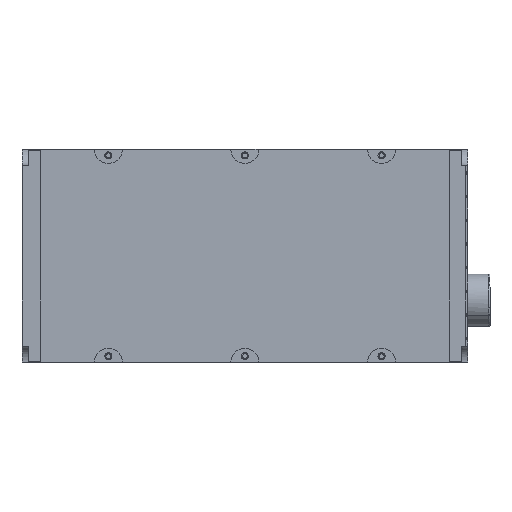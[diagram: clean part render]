
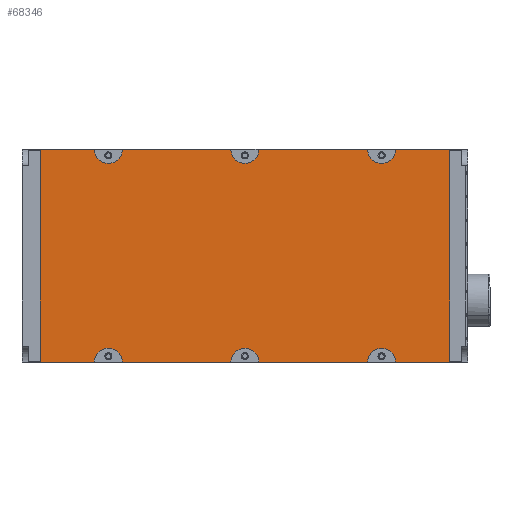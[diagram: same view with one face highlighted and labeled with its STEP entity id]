
A CAD part, top view. The second image highlights one B-rep face of the part: STEP entity #68346.
In plain terms, the highlighted face is planar.
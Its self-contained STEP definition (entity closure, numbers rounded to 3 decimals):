
#67968=CARTESIAN_POINT('Line Origine',(106.,68.,0.)) ;
#67972=CARTESIAN_POINT('Vertex',(106.,41.,0.)) ;
#67974=CARTESIAN_POINT('Vertex',(106.,95.,0.)) ;
#67995=CARTESIAN_POINT('Vertex',(106.,109.,0.)) ;
#67998=CARTESIAN_POINT('Line Origine',(106.,136.,0.)) ;
#68002=CARTESIAN_POINT('Vertex',(106.,163.,0.)) ;
#68023=CARTESIAN_POINT('Vertex',(106.,177.,0.)) ;
#68026=CARTESIAN_POINT('Line Origine',(106.,190.5,0.)) ;
#68030=CARTESIAN_POINT('Vertex',(106.,204.,0.)) ;
#68051=CARTESIAN_POINT('Vertex',(106.,0.,0.)) ;
#68054=CARTESIAN_POINT('Line Origine',(106.,13.5,0.)) ;
#68058=CARTESIAN_POINT('Vertex',(106.,27.,0.)) ;
#68104=CARTESIAN_POINT('Line Origine',(0.,136.,0.)) ;
#68108=CARTESIAN_POINT('Vertex',(0.,163.,0.)) ;
#68110=CARTESIAN_POINT('Vertex',(0.,109.,0.)) ;
#68131=CARTESIAN_POINT('Vertex',(0.,95.,0.)) ;
#68134=CARTESIAN_POINT('Line Origine',(0.,68.,0.)) ;
#68138=CARTESIAN_POINT('Vertex',(0.,41.,0.)) ;
#68159=CARTESIAN_POINT('Vertex',(0.,27.,0.)) ;
#68162=CARTESIAN_POINT('Line Origine',(0.,13.5,0.)) ;
#68166=CARTESIAN_POINT('Vertex',(0.,0.,0.)) ;
#68187=CARTESIAN_POINT('Vertex',(0.,204.,0.)) ;
#68190=CARTESIAN_POINT('Line Origine',(0.,190.5,0.)) ;
#68194=CARTESIAN_POINT('Vertex',(0.,177.,0.)) ;
#68235=CARTESIAN_POINT('Axis2P3D Location',(0.,0.,0.)) ;
#68240=CARTESIAN_POINT('Axis2P3D Location',(106.,34.,0.)) ;
#68244=CARTESIAN_POINT('Vertex',(99.,34.,0.)) ;
#68247=CARTESIAN_POINT('Axis2P3D Location',(106.,34.,0.)) ;
#68252=CARTESIAN_POINT('Line Origine',(53.,0.,0.)) ;
#68257=CARTESIAN_POINT('Axis2P3D Location',(0.,34.,0.)) ;
#68261=CARTESIAN_POINT('Vertex',(7.,34.,0.)) ;
#68264=CARTESIAN_POINT('Axis2P3D Location',(0.,34.,0.)) ;
#68269=CARTESIAN_POINT('Axis2P3D Location',(0.,102.,0.)) ;
#68273=CARTESIAN_POINT('Vertex',(7.,102.,0.)) ;
#68276=CARTESIAN_POINT('Axis2P3D Location',(0.,102.,0.)) ;
#68281=CARTESIAN_POINT('Axis2P3D Location',(0.,170.,0.)) ;
#68285=CARTESIAN_POINT('Vertex',(7.,170.,0.)) ;
#68288=CARTESIAN_POINT('Axis2P3D Location',(0.,170.,0.)) ;
#68293=CARTESIAN_POINT('Line Origine',(53.,204.,0.)) ;
#68298=CARTESIAN_POINT('Axis2P3D Location',(106.,170.,0.)) ;
#68302=CARTESIAN_POINT('Vertex',(99.,170.,0.)) ;
#68305=CARTESIAN_POINT('Axis2P3D Location',(106.,170.,0.)) ;
#68310=CARTESIAN_POINT('Axis2P3D Location',(106.,102.,0.)) ;
#68314=CARTESIAN_POINT('Vertex',(99.,102.,0.)) ;
#68317=CARTESIAN_POINT('Axis2P3D Location',(106.,102.,0.)) ;
#67969=DIRECTION('Vector Direction',(0.,1.,0.)) ;
#67999=DIRECTION('Vector Direction',(0.,1.,0.)) ;
#68027=DIRECTION('Vector Direction',(0.,1.,0.)) ;
#68055=DIRECTION('Vector Direction',(0.,1.,0.)) ;
#68105=DIRECTION('Vector Direction',(0.,-1.,0.)) ;
#68135=DIRECTION('Vector Direction',(0.,-1.,0.)) ;
#68163=DIRECTION('Vector Direction',(0.,-1.,0.)) ;
#68191=DIRECTION('Vector Direction',(0.,-1.,0.)) ;
#68236=DIRECTION('Axis2P3D Direction',(0.,0.,1.)) ;
#68237=DIRECTION('Axis2P3D XDirection',(1.,0.,0.)) ;
#68241=DIRECTION('Axis2P3D Direction',(0.,0.,1.)) ;
#68248=DIRECTION('Axis2P3D Direction',(0.,0.,1.)) ;
#68253=DIRECTION('Vector Direction',(1.,0.,0.)) ;
#68258=DIRECTION('Axis2P3D Direction',(0.,0.,1.)) ;
#68265=DIRECTION('Axis2P3D Direction',(0.,0.,1.)) ;
#68270=DIRECTION('Axis2P3D Direction',(0.,0.,1.)) ;
#68277=DIRECTION('Axis2P3D Direction',(0.,0.,1.)) ;
#68282=DIRECTION('Axis2P3D Direction',(0.,0.,1.)) ;
#68289=DIRECTION('Axis2P3D Direction',(0.,0.,1.)) ;
#68294=DIRECTION('Vector Direction',(-1.,0.,0.)) ;
#68299=DIRECTION('Axis2P3D Direction',(0.,0.,1.)) ;
#68306=DIRECTION('Axis2P3D Direction',(0.,0.,1.)) ;
#68311=DIRECTION('Axis2P3D Direction',(0.,0.,1.)) ;
#68318=DIRECTION('Axis2P3D Direction',(0.,0.,1.)) ;
#68238=AXIS2_PLACEMENT_3D('Plane Axis2P3D',#68235,#68236,#68237) ;
#68242=AXIS2_PLACEMENT_3D('Circle Axis2P3D',#68240,#68241,$) ;
#68249=AXIS2_PLACEMENT_3D('Circle Axis2P3D',#68247,#68248,$) ;
#68259=AXIS2_PLACEMENT_3D('Circle Axis2P3D',#68257,#68258,$) ;
#68266=AXIS2_PLACEMENT_3D('Circle Axis2P3D',#68264,#68265,$) ;
#68271=AXIS2_PLACEMENT_3D('Circle Axis2P3D',#68269,#68270,$) ;
#68278=AXIS2_PLACEMENT_3D('Circle Axis2P3D',#68276,#68277,$) ;
#68283=AXIS2_PLACEMENT_3D('Circle Axis2P3D',#68281,#68282,$) ;
#68290=AXIS2_PLACEMENT_3D('Circle Axis2P3D',#68288,#68289,$) ;
#68300=AXIS2_PLACEMENT_3D('Circle Axis2P3D',#68298,#68299,$) ;
#68307=AXIS2_PLACEMENT_3D('Circle Axis2P3D',#68305,#68306,$) ;
#68312=AXIS2_PLACEMENT_3D('Circle Axis2P3D',#68310,#68311,$) ;
#68319=AXIS2_PLACEMENT_3D('Circle Axis2P3D',#68317,#68318,$) ;
#68323=ORIENTED_EDGE('',*,*,#68246,.T.) ;
#68324=ORIENTED_EDGE('',*,*,#68251,.T.) ;
#68325=ORIENTED_EDGE('',*,*,#68060,.F.) ;
#68326=ORIENTED_EDGE('',*,*,#68256,.F.) ;
#68327=ORIENTED_EDGE('',*,*,#68168,.F.) ;
#68328=ORIENTED_EDGE('',*,*,#68263,.T.) ;
#68329=ORIENTED_EDGE('',*,*,#68268,.T.) ;
#68330=ORIENTED_EDGE('',*,*,#68140,.F.) ;
#68331=ORIENTED_EDGE('',*,*,#68275,.T.) ;
#68332=ORIENTED_EDGE('',*,*,#68280,.T.) ;
#68333=ORIENTED_EDGE('',*,*,#68112,.F.) ;
#68334=ORIENTED_EDGE('',*,*,#68287,.T.) ;
#68335=ORIENTED_EDGE('',*,*,#68292,.T.) ;
#68336=ORIENTED_EDGE('',*,*,#68196,.F.) ;
#68337=ORIENTED_EDGE('',*,*,#68297,.F.) ;
#68338=ORIENTED_EDGE('',*,*,#68032,.F.) ;
#68339=ORIENTED_EDGE('',*,*,#68304,.T.) ;
#68340=ORIENTED_EDGE('',*,*,#68309,.T.) ;
#68341=ORIENTED_EDGE('',*,*,#68004,.F.) ;
#68342=ORIENTED_EDGE('',*,*,#68316,.T.) ;
#68343=ORIENTED_EDGE('',*,*,#68321,.T.) ;
#68344=ORIENTED_EDGE('',*,*,#67976,.F.) ;
#67970=VECTOR('Line Direction',#67969,1.) ;
#68000=VECTOR('Line Direction',#67999,1.) ;
#68028=VECTOR('Line Direction',#68027,1.) ;
#68056=VECTOR('Line Direction',#68055,1.) ;
#68106=VECTOR('Line Direction',#68105,1.) ;
#68136=VECTOR('Line Direction',#68135,1.) ;
#68164=VECTOR('Line Direction',#68163,1.) ;
#68192=VECTOR('Line Direction',#68191,1.) ;
#68254=VECTOR('Line Direction',#68253,1.) ;
#68295=VECTOR('Line Direction',#68294,1.) ;
#68346=ADVANCED_FACE('PartBody',(#68345),#68239,.F.) ;
#68243=CIRCLE('generated circle',#68242,7.) ;
#68250=CIRCLE('generated circle',#68249,7.) ;
#68260=CIRCLE('generated circle',#68259,7.) ;
#68267=CIRCLE('generated circle',#68266,7.) ;
#68272=CIRCLE('generated circle',#68271,7.) ;
#68279=CIRCLE('generated circle',#68278,7.) ;
#68284=CIRCLE('generated circle',#68283,7.) ;
#68291=CIRCLE('generated circle',#68290,7.) ;
#68301=CIRCLE('generated circle',#68300,7.) ;
#68308=CIRCLE('generated circle',#68307,7.) ;
#68313=CIRCLE('generated circle',#68312,7.) ;
#68320=CIRCLE('generated circle',#68319,7.) ;
#67976=EDGE_CURVE('',#67973,#67975,#67971,.T.) ;
#68004=EDGE_CURVE('',#67996,#68003,#68001,.T.) ;
#68032=EDGE_CURVE('',#68024,#68031,#68029,.T.) ;
#68060=EDGE_CURVE('',#68052,#68059,#68057,.T.) ;
#68112=EDGE_CURVE('',#68109,#68111,#68107,.T.) ;
#68140=EDGE_CURVE('',#68132,#68139,#68137,.T.) ;
#68168=EDGE_CURVE('',#68160,#68167,#68165,.T.) ;
#68196=EDGE_CURVE('',#68188,#68195,#68193,.T.) ;
#68246=EDGE_CURVE('',#67973,#68245,#68243,.T.) ;
#68251=EDGE_CURVE('',#68245,#68059,#68250,.T.) ;
#68256=EDGE_CURVE('',#68167,#68052,#68255,.T.) ;
#68263=EDGE_CURVE('',#68160,#68262,#68260,.T.) ;
#68268=EDGE_CURVE('',#68262,#68139,#68267,.T.) ;
#68275=EDGE_CURVE('',#68132,#68274,#68272,.T.) ;
#68280=EDGE_CURVE('',#68274,#68111,#68279,.T.) ;
#68287=EDGE_CURVE('',#68109,#68286,#68284,.T.) ;
#68292=EDGE_CURVE('',#68286,#68195,#68291,.T.) ;
#68297=EDGE_CURVE('',#68031,#68188,#68296,.T.) ;
#68304=EDGE_CURVE('',#68024,#68303,#68301,.T.) ;
#68309=EDGE_CURVE('',#68303,#68003,#68308,.T.) ;
#68316=EDGE_CURVE('',#67996,#68315,#68313,.T.) ;
#68321=EDGE_CURVE('',#68315,#67975,#68320,.T.) ;
#68322=EDGE_LOOP('',(#68323,#68324,#68325,#68326,#68327,#68328,#68329,#68330,#68331,#68332,#68333,#68334,#68335,#68336,#68337,#68338,#68339,#68340,#68341,#68342,#68343,#68344)) ;
#68345=FACE_OUTER_BOUND('',#68322,.T.) ;
#67971=LINE('Line',#67968,#67970) ;
#68001=LINE('Line',#67998,#68000) ;
#68029=LINE('Line',#68026,#68028) ;
#68057=LINE('Line',#68054,#68056) ;
#68107=LINE('Line',#68104,#68106) ;
#68137=LINE('Line',#68134,#68136) ;
#68165=LINE('Line',#68162,#68164) ;
#68193=LINE('Line',#68190,#68192) ;
#68255=LINE('Line',#68252,#68254) ;
#68296=LINE('Line',#68293,#68295) ;
#68239=PLANE('',#68238) ;
#67973=VERTEX_POINT('',#67972) ;
#67975=VERTEX_POINT('',#67974) ;
#67996=VERTEX_POINT('',#67995) ;
#68003=VERTEX_POINT('',#68002) ;
#68024=VERTEX_POINT('',#68023) ;
#68031=VERTEX_POINT('',#68030) ;
#68052=VERTEX_POINT('',#68051) ;
#68059=VERTEX_POINT('',#68058) ;
#68109=VERTEX_POINT('',#68108) ;
#68111=VERTEX_POINT('',#68110) ;
#68132=VERTEX_POINT('',#68131) ;
#68139=VERTEX_POINT('',#68138) ;
#68160=VERTEX_POINT('',#68159) ;
#68167=VERTEX_POINT('',#68166) ;
#68188=VERTEX_POINT('',#68187) ;
#68195=VERTEX_POINT('',#68194) ;
#68245=VERTEX_POINT('',#68244) ;
#68262=VERTEX_POINT('',#68261) ;
#68274=VERTEX_POINT('',#68273) ;
#68286=VERTEX_POINT('',#68285) ;
#68303=VERTEX_POINT('',#68302) ;
#68315=VERTEX_POINT('',#68314) ;
